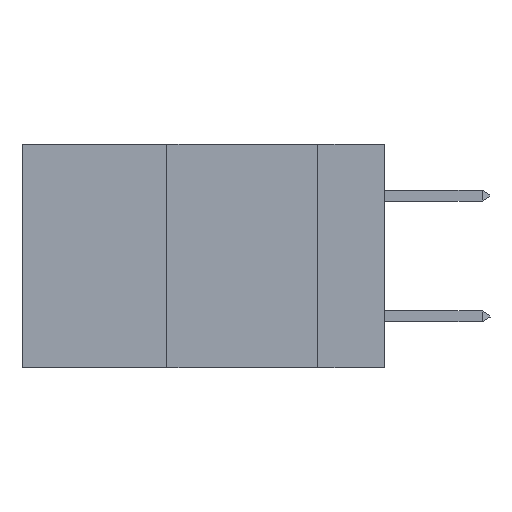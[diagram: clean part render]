
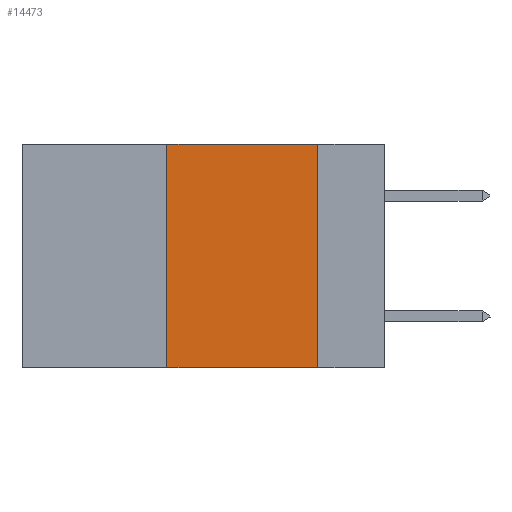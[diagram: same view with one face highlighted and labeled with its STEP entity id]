
A CAD part, left-side view. The second image highlights one B-rep face of the part: STEP entity #14473.
In plain terms, the highlighted planar face has unit normal (-1, 0, 0).
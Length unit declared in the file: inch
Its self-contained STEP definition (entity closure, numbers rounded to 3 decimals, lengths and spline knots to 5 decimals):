
#1788 = FACE_OUTER_BOUND ( 'NONE', #16815, .T. ) ;
#3042 = DIRECTION ( 'NONE',  ( 0., -1., 0. ) ) ;
#4355 = LINE ( 'NONE', #33026, #27914 ) ;
#6562 = DIRECTION ( 'NONE',  ( 1., 0., 0. ) ) ;
#7196 = CARTESIAN_POINT ( 'NONE',  ( 0., 0.36, 0. ) ) ;
#7811 = ORIENTED_EDGE ( 'NONE', *, *, #29022, .F. ) ;
#9426 = PLANE ( 'NONE',  #21125 ) ;
#9449 = DIRECTION ( 'NONE',  ( 0., 0., -1. ) ) ;
#11102 = EDGE_CURVE ( 'NONE', #14481, #36224, #38695, .T. ) ;
#11944 = LINE ( 'NONE', #34028, #29735 ) ;
#13062 = LINE ( 'NONE', #36948, #15462 ) ;
#13185 = ORIENTED_EDGE ( 'NONE', *, *, #17788, .T. ) ;
#14063 = VERTEX_POINT ( 'NONE', #35498 ) ;
#14473 = ADVANCED_FACE ( 'NONE', ( #1788 ), #9426, .F. ) ;
#14481 = VERTEX_POINT ( 'NONE', #16013 ) ;
#15462 = VECTOR ( 'NONE', #3042, 39.37008 ) ;
#16013 = CARTESIAN_POINT ( 'NONE',  ( 0., 0.36, -0.37 ) ) ;
#16550 = CARTESIAN_POINT ( 'NONE',  ( 0., 0.11, 0. ) ) ;
#16721 = VERTEX_POINT ( 'NONE', #16550 ) ;
#16815 = EDGE_LOOP ( 'NONE', ( #37856, #7811, #25745, #13185 ) ) ;
#17788 = EDGE_CURVE ( 'NONE', #14481, #14063, #13062, .T. ) ;
#21125 = AXIS2_PLACEMENT_3D ( 'NONE', #34411, #6562, #30766 ) ;
#21210 = DIRECTION ( 'NONE',  ( 0., -1., 0. ) ) ;
#21551 = DIRECTION ( 'NONE',  ( 0., 0., 1. ) ) ;
#25745 = ORIENTED_EDGE ( 'NONE', *, *, #11102, .F. ) ;
#27317 = CARTESIAN_POINT ( 'NONE',  ( 0., 0.36, 0. ) ) ;
#27914 = VECTOR ( 'NONE', #21210, 39.37008 ) ;
#29022 = EDGE_CURVE ( 'NONE', #36224, #16721, #4355, .T. ) ;
#29735 = VECTOR ( 'NONE', #9449, 39.37008 ) ;
#30559 = VECTOR ( 'NONE', #21551, 39.37008 ) ;
#30766 = DIRECTION ( 'NONE',  ( 0., 0., -1. ) ) ;
#33026 = CARTESIAN_POINT ( 'NONE',  ( 0., 0.6, 0. ) ) ;
#34028 = CARTESIAN_POINT ( 'NONE',  ( 0., 0.11, 0. ) ) ;
#34411 = CARTESIAN_POINT ( 'NONE',  ( 0., 0.6, 0. ) ) ;
#35498 = CARTESIAN_POINT ( 'NONE',  ( 0., 0.11, -0.37 ) ) ;
#36224 = VERTEX_POINT ( 'NONE', #7196 ) ;
#36948 = CARTESIAN_POINT ( 'NONE',  ( 0., 0.6, -0.37 ) ) ;
#37296 = EDGE_CURVE ( 'NONE', #16721, #14063, #11944, .T. ) ;
#37856 = ORIENTED_EDGE ( 'NONE', *, *, #37296, .F. ) ;
#38695 = LINE ( 'NONE', #27317, #30559 ) ;
